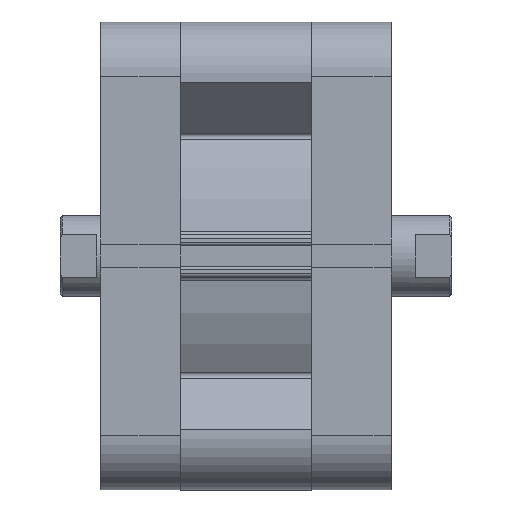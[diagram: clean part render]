
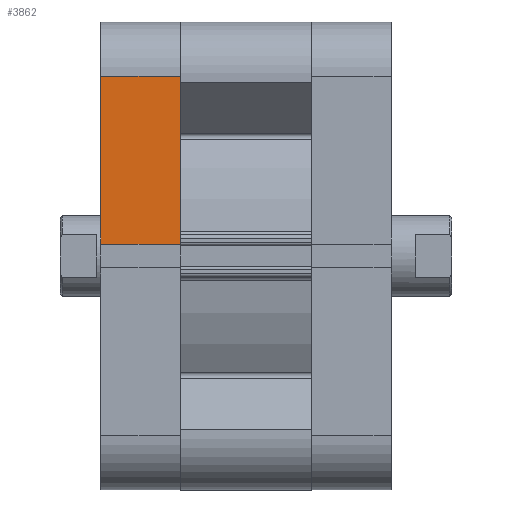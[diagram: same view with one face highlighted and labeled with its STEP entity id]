
A CAD part, front view. The second image highlights one B-rep face of the part: STEP entity #3862.
In plain terms, the highlighted planar face has unit normal (0, -1, 0).
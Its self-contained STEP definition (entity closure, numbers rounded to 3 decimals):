
#41 = ORIENTED_EDGE ( 'NONE', *, *, #8173, .T. ) ;
#126 = ORIENTED_EDGE ( 'NONE', *, *, #8099, .F. ) ;
#391 = ORIENTED_EDGE ( 'NONE', *, *, #4423, .F. ) ;
#502 = ORIENTED_EDGE ( 'NONE', *, *, #8241, .F. ) ;
#730 = EDGE_LOOP ( 'NONE', ( #126, #391, #41, #502 ) ) ;
#2308 = AXIS2_PLACEMENT_3D ( 'NONE', #5611, #5614, #5615 ) ;
#3550 = FACE_OUTER_BOUND ( 'NONE', #730, .T. ) ;
#3862 = ADVANCED_FACE ( 'NONE', ( #3550 ), #5612, .T. ) ;
#4017 = VERTEX_POINT ( 'NONE', #5886 ) ;
#4018 = VERTEX_POINT ( 'NONE', #5887 ) ;
#4019 = VERTEX_POINT ( 'NONE', #5888 ) ;
#4020 = VERTEX_POINT ( 'NONE', #5889 ) ;
#4423 = EDGE_CURVE ( 'NONE', #4019, #4017, #7813, .T. ) ;
#5611 = CARTESIAN_POINT ( 'NONE',  ( -81.024, -58., -127.741 ) ) ;
#5612 = PLANE ( 'NONE',  #2308 ) ;
#5614 = DIRECTION ( 'NONE',  ( 0., -1., 0. ) ) ;
#5615 = DIRECTION ( 'NONE',  ( 0., 0., -1. ) ) ;
#5886 = CARTESIAN_POINT ( 'NONE',  ( 1., -58., -2.97 ) ) ;
#5887 = CARTESIAN_POINT ( 'NONE',  ( 20.75, -58., -2.97 ) ) ;
#5888 = CARTESIAN_POINT ( 'NONE',  ( 1., -58., -44.5 ) ) ;
#5889 = CARTESIAN_POINT ( 'NONE',  ( 20.75, -58., -44.5 ) ) ;
#6572 = CARTESIAN_POINT ( 'NONE',  ( 1., -58., -127.741 ) ) ;
#6573 = DIRECTION ( 'NONE',  ( 0., 0., 1. ) ) ;
#6741 = CARTESIAN_POINT ( 'NONE',  ( -81.024, -58., -2.97 ) ) ;
#6743 = DIRECTION ( 'NONE',  ( 1., 0., 0. ) ) ;
#6769 = CARTESIAN_POINT ( 'NONE',  ( 20.75, -58., -44.5 ) ) ;
#6797 = DIRECTION ( 'NONE',  ( 1., 0., 0. ) ) ;
#7104 = CARTESIAN_POINT ( 'NONE',  ( 20.75, -58., -127.741 ) ) ;
#7121 = DIRECTION ( 'NONE',  ( 0., 0., -1. ) ) ;
#7813 = LINE ( 'NONE', #6572, #7815 ) ;
#7815 = VECTOR ( 'NONE', #6573, 1000. ) ;
#7834 = LINE ( 'NONE', #6741, #7852 ) ;
#7852 = VECTOR ( 'NONE', #6743, 1000. ) ;
#7882 = VECTOR ( 'NONE', #6797, 1000. ) ;
#7884 = LINE ( 'NONE', #6769, #7882 ) ;
#7978 = VECTOR ( 'NONE', #7121, 1000. ) ;
#7996 = LINE ( 'NONE', #7104, #7978 ) ;
#8099 = EDGE_CURVE ( 'NONE', #4017, #4018, #7834, .T. ) ;
#8173 = EDGE_CURVE ( 'NONE', #4019, #4020, #7884, .T. ) ;
#8241 = EDGE_CURVE ( 'NONE', #4018, #4020, #7996, .T. ) ;
